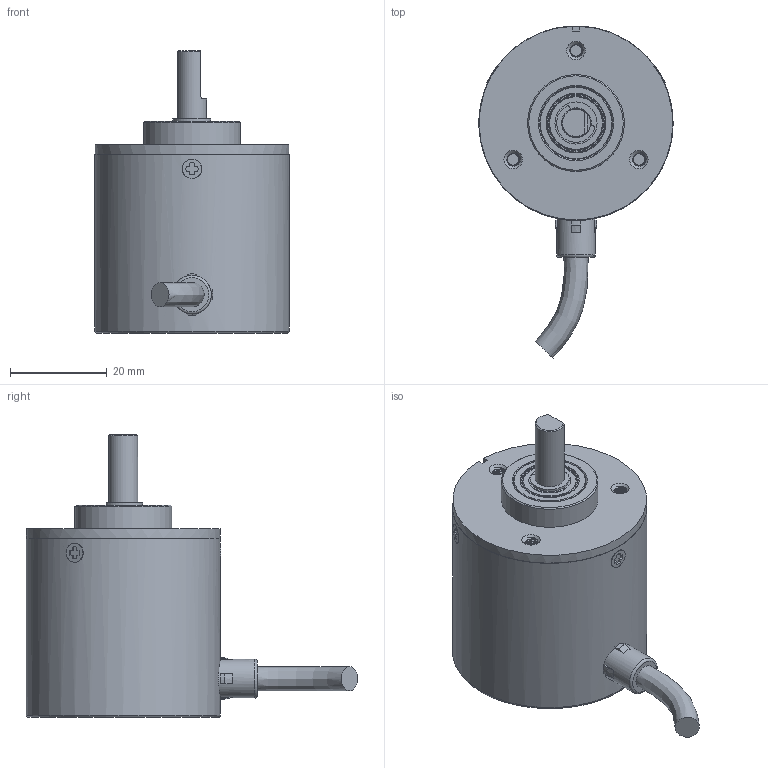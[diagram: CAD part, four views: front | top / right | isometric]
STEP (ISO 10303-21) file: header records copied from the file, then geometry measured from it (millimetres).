
FILE_DESCRIPTION( ( 'Unknown' ), '1' );
FILE_NAME( 'Enkoder YUMO E6B2-CWZ6C.stp', 'Unknown', ( 'Unknown' ), ( 'Unknown' ), 'PSStep 16.0.42', 'Unknown', ' ' );
FILE_SCHEMA( ( 'AUTOMOTIVE_DESIGN { 1 0 10303 214 1 1 1 1 }' ) );
Length unit declared in the file: millimetre
Products named in the file (9): Łożysko 696; bearing_696-zz_1_05; bearing_696-zz_1_04; bearing_696-zz_1_03; bearing_696-zz_1_02; bearing_696-zz_1_01; Assem1; Enkoder YUMO E6B2-CWZ6C; Pierścień na wale enkodera YUMO
Assembly tree (8 placements, depth 3):
  Assem1
    Enkoder YUMO E6B2-CWZ6C
    Pierścień na wale enkodera YUMO
    Łożysko 696
      bearing_696-zz_1_05
      bearing_696-zz_1_04
      bearing_696-zz_1_03
      bearing_696-zz_1_02
      bearing_696-zz_1_01
Bounding box: 40.1 x 68.5 x 58.4 mm (x, y, z)
Volume: 51496.4 mm3; surface area: 10486 mm2
Topology: 7 solids, 7 shells, 219 faces, 527 edges, 347 vertices
Faces by surface type: cylinder 90, plane 85, cone 17, torus 16, bspline 7, sphere 4
Full cylindrical faces by diameter (mm): 2.4 x39, 4 x3, 5 x1, 6 x3, 8 x1, 8.7 x4, 11.58 x2, 12.3 x2, 15 x2, 20 x1, 40.1 x1
Entity records: 10813 total; most frequent: CARTESIAN_POINT 5543, DIRECTION 774, ORIENTED_EDGE 658, EDGE_CURVE 329, AXIS2_PLACEMENT_3D 311, EDGE_LOOP 265, VERTEX_POINT 257, FACE_OUTER_BOUND 213
